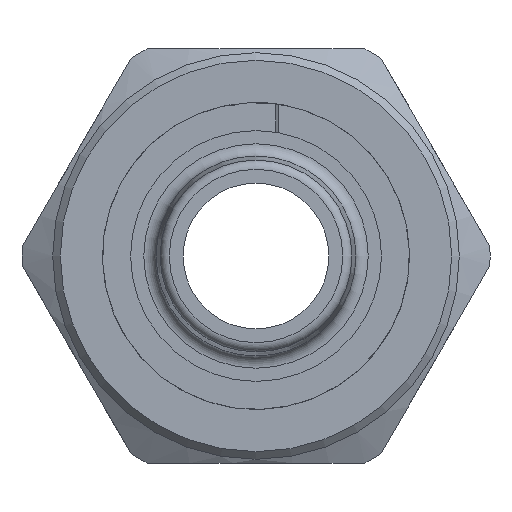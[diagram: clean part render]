
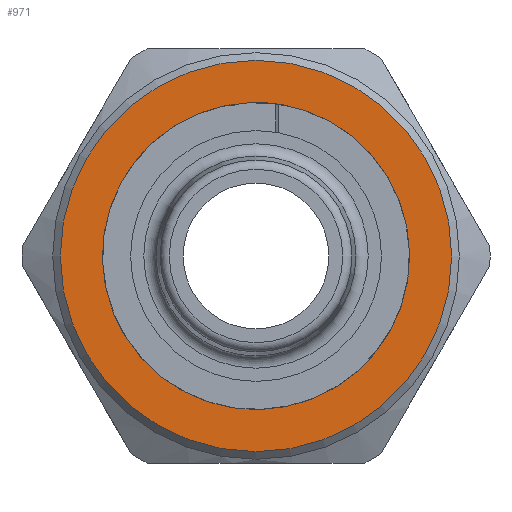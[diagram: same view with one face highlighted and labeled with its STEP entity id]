
A CAD part, front view. The second image highlights one B-rep face of the part: STEP entity #971.
In plain terms, the highlighted face is planar.
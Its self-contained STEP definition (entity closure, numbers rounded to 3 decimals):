
#229=ORIENTED_EDGE('',*,*,#397,.T.);
#230=ORIENTED_EDGE('',*,*,#398,.T.);
#397=EDGE_CURVE('',#504,#504,#595,.F.);
#398=EDGE_CURVE('',#505,#505,#596,.T.);
#504=VERTEX_POINT('',#1857);
#505=VERTEX_POINT('',#1859);
#595=CIRCLE('',#1311,12.75);
#596=CIRCLE('',#1312,8.9);
#716=EDGE_LOOP('',(#229));
#717=EDGE_LOOP('',(#230));
#854=FACE_BOUND('',#716,.T.);
#855=FACE_BOUND('',#717,.T.);
#911=PLANE('',#1310);
#971=ADVANCED_FACE('',(#854,#855),#911,.F.);
#1310=AXIS2_PLACEMENT_3D('',#1855,#1565,#1566);
#1311=AXIS2_PLACEMENT_3D('',#1856,#1567,#1568);
#1312=AXIS2_PLACEMENT_3D('',#1858,#1569,#1570);
#1565=DIRECTION('',(0.,-1.,0.));
#1566=DIRECTION('',(0.,0.,-1.));
#1567=DIRECTION('',(0.,-1.,0.));
#1568=DIRECTION('',(0.,0.,-1.));
#1569=DIRECTION('',(0.,-1.,0.));
#1570=DIRECTION('',(0.,0.,-1.));
#1855=CARTESIAN_POINT('',(-7.794,20.,-13.5));
#1856=CARTESIAN_POINT('',(0.,20.,0.));
#1857=CARTESIAN_POINT('',(0.,20.,-12.75));
#1858=CARTESIAN_POINT('',(0.,20.,0.));
#1859=CARTESIAN_POINT('',(0.,20.,-8.9));
